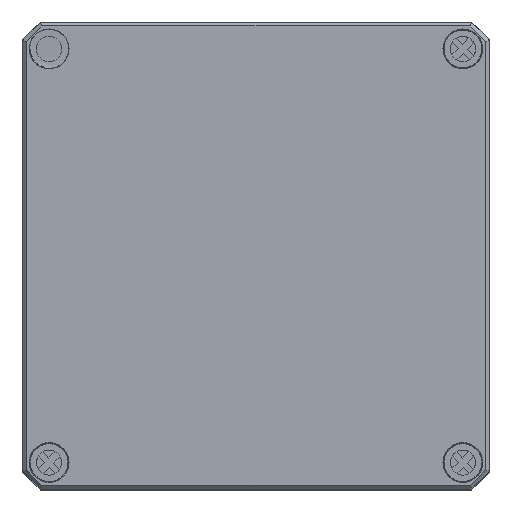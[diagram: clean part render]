
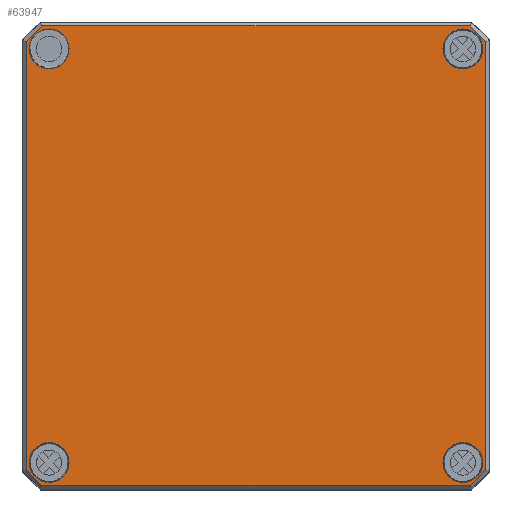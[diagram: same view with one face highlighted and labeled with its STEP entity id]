
A CAD part, top view. The second image highlights one B-rep face of the part: STEP entity #63947.
In plain terms, the highlighted planar face has unit normal (0, 0, 1).
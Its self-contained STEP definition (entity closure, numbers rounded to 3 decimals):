
#2232=CIRCLE('',#67659,5.53);
#2236=CIRCLE('',#67665,5.53);
#2237=CIRCLE('',#67666,5.53);
#2238=CIRCLE('',#67667,5.53);
#2239=CIRCLE('',#67668,5.53);
#2240=CIRCLE('',#67669,5.53);
#3199=FACE_BOUND('',#11699,.T.);
#3200=FACE_BOUND('',#11700,.T.);
#3201=FACE_BOUND('',#11701,.T.);
#3202=FACE_BOUND('',#11702,.T.);
#4447=PLANE('',#67664);
#7689=FACE_OUTER_BOUND('',#11698,.T.);
#11698=EDGE_LOOP('',(#56629,#56630,#56631,#56632,#56633,#56634,#56635,#56636));
#11699=EDGE_LOOP('',(#56637,#56638));
#11700=EDGE_LOOP('',(#56639,#56640));
#11701=EDGE_LOOP('',(#56641));
#11702=EDGE_LOOP('',(#56642));
#16696=LINE('',#114831,#21621);
#16697=LINE('',#114833,#21622);
#16698=LINE('',#114835,#21623);
#16699=LINE('',#114837,#21624);
#16700=LINE('',#114839,#21625);
#16701=LINE('',#114841,#21626);
#16702=LINE('',#114843,#21627);
#16703=LINE('',#114844,#21628);
#21621=VECTOR('',#79221,10.);
#21622=VECTOR('',#79222,10.);
#21623=VECTOR('',#79223,10.);
#21624=VECTOR('',#79224,10.);
#21625=VECTOR('',#79225,10.);
#21626=VECTOR('',#79226,10.);
#21627=VECTOR('',#79227,10.);
#21628=VECTOR('',#79228,10.);
#30205=VERTEX_POINT('',#114819);
#30208=VERTEX_POINT('',#114829);
#30209=VERTEX_POINT('',#114830);
#30210=VERTEX_POINT('',#114832);
#30211=VERTEX_POINT('',#114834);
#30212=VERTEX_POINT('',#114836);
#30213=VERTEX_POINT('',#114838);
#30214=VERTEX_POINT('',#114840);
#30215=VERTEX_POINT('',#114842);
#30216=VERTEX_POINT('',#114845);
#30217=VERTEX_POINT('',#114846);
#30218=VERTEX_POINT('',#114849);
#30219=VERTEX_POINT('',#114850);
#30220=VERTEX_POINT('',#114853);
#39091=EDGE_CURVE('',#30205,#30205,#2232,.T.);
#39096=EDGE_CURVE('',#30208,#30209,#16696,.T.);
#39097=EDGE_CURVE('',#30210,#30208,#16697,.T.);
#39098=EDGE_CURVE('',#30211,#30210,#16698,.T.);
#39099=EDGE_CURVE('',#30212,#30211,#16699,.T.);
#39100=EDGE_CURVE('',#30213,#30212,#16700,.T.);
#39101=EDGE_CURVE('',#30214,#30213,#16701,.T.);
#39102=EDGE_CURVE('',#30215,#30214,#16702,.T.);
#39103=EDGE_CURVE('',#30209,#30215,#16703,.T.);
#39104=EDGE_CURVE('',#30216,#30217,#2236,.T.);
#39105=EDGE_CURVE('',#30217,#30216,#2237,.T.);
#39106=EDGE_CURVE('',#30218,#30219,#2238,.T.);
#39107=EDGE_CURVE('',#30219,#30218,#2239,.T.);
#39108=EDGE_CURVE('',#30220,#30220,#2240,.T.);
#56629=ORIENTED_EDGE('',*,*,#39096,.F.);
#56630=ORIENTED_EDGE('',*,*,#39097,.F.);
#56631=ORIENTED_EDGE('',*,*,#39098,.F.);
#56632=ORIENTED_EDGE('',*,*,#39099,.F.);
#56633=ORIENTED_EDGE('',*,*,#39100,.F.);
#56634=ORIENTED_EDGE('',*,*,#39101,.F.);
#56635=ORIENTED_EDGE('',*,*,#39102,.F.);
#56636=ORIENTED_EDGE('',*,*,#39103,.F.);
#56637=ORIENTED_EDGE('',*,*,#39104,.F.);
#56638=ORIENTED_EDGE('',*,*,#39105,.F.);
#56639=ORIENTED_EDGE('',*,*,#39106,.F.);
#56640=ORIENTED_EDGE('',*,*,#39107,.F.);
#56641=ORIENTED_EDGE('',*,*,#39108,.F.);
#56642=ORIENTED_EDGE('',*,*,#39091,.F.);
#63947=ADVANCED_FACE('',(#7689,#3199,#3200,#3201,#3202),#4447,.T.);
#67659=AXIS2_PLACEMENT_3D('',#114820,#79208,#79209);
#67664=AXIS2_PLACEMENT_3D('',#114828,#79219,#79220);
#67665=AXIS2_PLACEMENT_3D('',#114847,#79229,#79230);
#67666=AXIS2_PLACEMENT_3D('',#114848,#79231,#79232);
#67667=AXIS2_PLACEMENT_3D('',#114851,#79233,#79234);
#67668=AXIS2_PLACEMENT_3D('',#114852,#79235,#79236);
#67669=AXIS2_PLACEMENT_3D('',#114854,#79237,#79238);
#79208=DIRECTION('center_axis',(0.,0.,1.));
#79209=DIRECTION('ref_axis',(-1.,0.,0.));
#79219=DIRECTION('center_axis',(0.,0.,1.));
#79220=DIRECTION('ref_axis',(1.,0.,0.));
#79221=DIRECTION('',(0.707,-0.707,0.));
#79222=DIRECTION('',(1.,0.,0.));
#79223=DIRECTION('',(0.707,0.707,0.));
#79224=DIRECTION('',(0.,1.,0.));
#79225=DIRECTION('',(-0.707,0.707,0.));
#79226=DIRECTION('',(-1.,0.,0.));
#79227=DIRECTION('',(-0.707,-0.707,0.));
#79228=DIRECTION('',(0.,-1.,0.));
#79229=DIRECTION('center_axis',(0.,0.,1.));
#79230=DIRECTION('ref_axis',(1.,0.,0.));
#79231=DIRECTION('center_axis',(0.,0.,1.));
#79232=DIRECTION('ref_axis',(1.,0.,0.));
#79233=DIRECTION('center_axis',(0.,0.,1.));
#79234=DIRECTION('ref_axis',(1.,0.,0.));
#79235=DIRECTION('center_axis',(0.,0.,1.));
#79236=DIRECTION('ref_axis',(1.,0.,0.));
#79237=DIRECTION('center_axis',(0.,0.,1.));
#79238=DIRECTION('ref_axis',(-1.,0.,0.));
#114819=CARTESIAN_POINT('',(-51.97,57.5,15.));
#114820=CARTESIAN_POINT('Origin',(-57.5,57.5,15.));
#114828=CARTESIAN_POINT('Origin',(0.,0.,
15.));
#114829=CARTESIAN_POINT('',(59.532,63.869,15.));
#114830=CARTESIAN_POINT('',(63.869,59.532,15.));
#114831=CARTESIAN_POINT('',(60.45,62.95,15.));
#114832=CARTESIAN_POINT('',(-59.532,63.869,15.));
#114833=CARTESIAN_POINT('',(-30.,63.869,15.));
#114834=CARTESIAN_POINT('',(-63.869,59.532,15.));
#114835=CARTESIAN_POINT('',(-62.95,60.45,15.));
#114836=CARTESIAN_POINT('',(-63.869,-59.532,15.));
#114837=CARTESIAN_POINT('',(-63.869,-30.,15.));
#114838=CARTESIAN_POINT('',(-59.532,-63.869,15.));
#114839=CARTESIAN_POINT('',(-60.45,-62.95,15.));
#114840=CARTESIAN_POINT('',(59.532,-63.869,15.));
#114841=CARTESIAN_POINT('',(30.,-63.869,15.));
#114842=CARTESIAN_POINT('',(63.869,-59.532,15.));
#114843=CARTESIAN_POINT('',(62.95,-60.45,15.));
#114844=CARTESIAN_POINT('',(63.869,30.,15.));
#114845=CARTESIAN_POINT('',(51.97,57.5,15.));
#114846=CARTESIAN_POINT('',(63.03,57.5,15.));
#114847=CARTESIAN_POINT('Origin',(57.5,57.5,15.));
#114848=CARTESIAN_POINT('Origin',(57.5,57.5,15.));
#114849=CARTESIAN_POINT('',(51.97,-57.5,15.));
#114850=CARTESIAN_POINT('',(63.03,-57.5,15.));
#114851=CARTESIAN_POINT('Origin',(57.5,-57.5,15.));
#114852=CARTESIAN_POINT('Origin',(57.5,-57.5,15.));
#114853=CARTESIAN_POINT('',(-51.97,-57.5,15.));
#114854=CARTESIAN_POINT('Origin',(-57.5,-57.5,15.));
